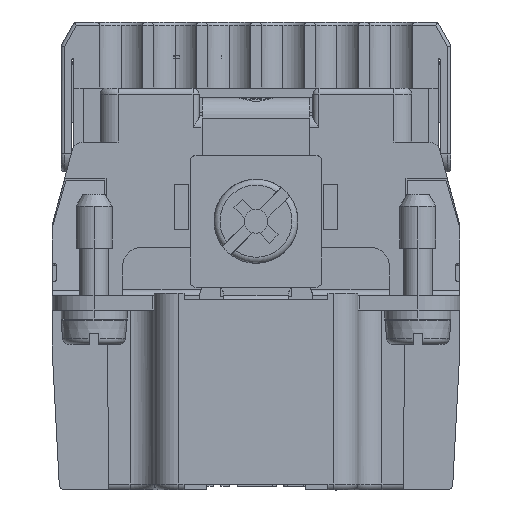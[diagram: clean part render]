
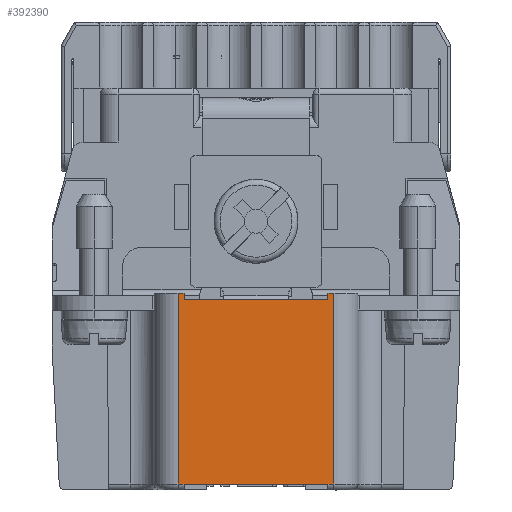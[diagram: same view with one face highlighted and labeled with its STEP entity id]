
A CAD part, left-side view. The second image highlights one B-rep face of the part: STEP entity #392390.
In plain terms, the highlighted face is planar.
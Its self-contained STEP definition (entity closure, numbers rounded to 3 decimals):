
#58040=CARTESIAN_POINT('',(51.346,93.834,
-21.3));
#58050=VERTEX_POINT('',#58040);
#63910=CARTESIAN_POINT('',(42.889,93.834,
-5.4));
#63920=DIRECTION('',(-1.,0.,0.));
#63930=VECTOR('',#63920,1.);
#63940=LINE('',#63910,#63930);
#63950=CARTESIAN_POINT('',(64.346,93.834,
-5.4));
#63960=VERTEX_POINT('',#63950);
#63970=CARTESIAN_POINT('',(63.846,93.834,
-5.4));
#63980=VERTEX_POINT('',#63970);
#63990=EDGE_CURVE('',#63960,#63980,#63940,.T.);
#156800=CARTESIAN_POINT('',(51.846,93.834,
-21.3));
#156810=VERTEX_POINT('',#156800);
#156840=CARTESIAN_POINT('',(0.,93.834,
-21.3));
#156850=DIRECTION('',(1.,0.,0.));
#156860=VECTOR('',#156850,1.);
#156870=LINE('',#156840,#156860);
#156880=EDGE_CURVE('',#58050,#156810,#156870,.T.);
#389480=CARTESIAN_POINT('',(64.346,93.834,
-21.8));
#389490=DIRECTION('',(0.,0.,-1.));
#389500=VECTOR('',#389490,1.);
#389510=LINE('',#389480,#389500);
#389520=CARTESIAN_POINT('',(64.346,93.834,
-21.3));
#389530=VERTEX_POINT('',#389520);
#389540=EDGE_CURVE('',#63960,#389530,#389510,.T.);
#390580=CARTESIAN_POINT('',(51.846,93.834,
-5.4));
#390590=VERTEX_POINT('',#390580);
#390620=CARTESIAN_POINT('',(51.846,93.834,0.));
#390630=DIRECTION('',(0.,0.,-1.));
#390640=VECTOR('',#390630,1.);
#390650=LINE('',#390620,#390640);
#390660=CARTESIAN_POINT('',(51.846,93.834,
-5.9));
#390670=VERTEX_POINT('',#390660);
#390680=EDGE_CURVE('',#390590,#390670,#390650,.T.);
#391780=CARTESIAN_POINT('',(51.346,93.834,
-21.8));
#391790=DIRECTION('',(0.,0.,1.));
#391800=VECTOR('',#391790,1.);
#391810=LINE('',#391780,#391800);
#391820=CARTESIAN_POINT('',(51.346,93.834,
-5.4));
#391830=VERTEX_POINT('',#391820);
#391840=EDGE_CURVE('',#58050,#391830,#391810,.T.);
#391970=CARTESIAN_POINT('',(24.846,93.834,
12.4));
#391980=DIRECTION('',(0.,1.,0.));
#391990=DIRECTION('',(-1.,0.,0.));
#392000=AXIS2_PLACEMENT_3D('',#391970,#391980,#391990);
#392010=PLANE('',#392000);
#392020=CARTESIAN_POINT('',(0.,93.834,
-21.3));
#392030=DIRECTION('',(1.,0.,0.));
#392040=VECTOR('',#392030,1.);
#392050=LINE('',#392020,#392040);
#392060=CARTESIAN_POINT('',(63.846,93.834,
-21.3));
#392070=VERTEX_POINT('',#392060);
#392080=EDGE_CURVE('',#392070,#389530,#392050,.T.);
#392090=ORIENTED_EDGE('',*,*,#392080,.F.);
#392100=ORIENTED_EDGE('',*,*,#389540,.T.);
#392110=ORIENTED_EDGE('',*,*,#63990,.F.);
#392120=CARTESIAN_POINT('',(63.846,93.834,0.));
#392130=DIRECTION('',(0.,0.,1.));
#392140=VECTOR('',#392130,1.);
#392150=LINE('',#392120,#392140);
#392160=CARTESIAN_POINT('',(63.846,93.834,
-5.9));
#392170=VERTEX_POINT('',#392160);
#392180=EDGE_CURVE('',#392170,#63980,#392150,.T.);
#392190=ORIENTED_EDGE('',*,*,#392180,.T.);
#392200=CARTESIAN_POINT('',(0.,93.834,-5.9));
#392210=DIRECTION('',(1.,0.,0.));
#392220=VECTOR('',#392210,1.);
#392230=LINE('',#392200,#392220);
#392240=EDGE_CURVE('',#390670,#392170,#392230,.T.);
#392250=ORIENTED_EDGE('',*,*,#392240,.T.);
#392260=ORIENTED_EDGE('',*,*,#390680,.T.);
#392270=EDGE_CURVE('',#390590,#391830,#63940,.T.);
#392280=ORIENTED_EDGE('',*,*,#392270,.F.);
#392290=ORIENTED_EDGE('',*,*,#391840,.T.);
#392300=ORIENTED_EDGE('',*,*,#156880,.F.);
#392310=CARTESIAN_POINT('',(42.889,93.834,
-21.3));
#392320=DIRECTION('',(1.,0.,0.));
#392330=VECTOR('',#392320,1.);
#392340=LINE('',#392310,#392330);
#392350=EDGE_CURVE('',#156810,#392070,#392340,.T.);
#392360=ORIENTED_EDGE('',*,*,#392350,.F.);
#392370=EDGE_LOOP('',(#392360,#392300,#392290,#392280,#392260,#392250,
#392190,#392110,#392100,#392090));
#392380=FACE_OUTER_BOUND('',#392370,.T.);
#392390=ADVANCED_FACE('',(#392380),#392010,.T.);
